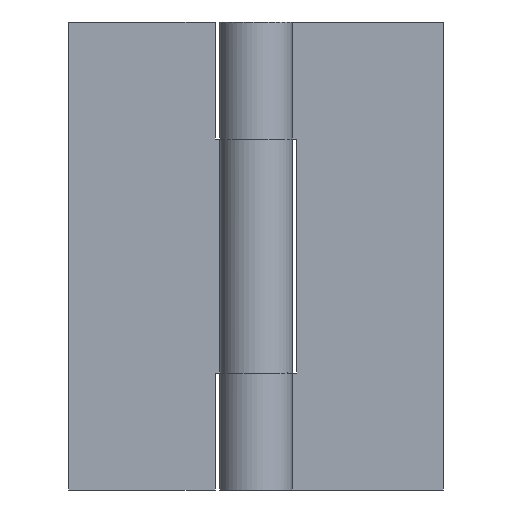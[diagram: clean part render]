
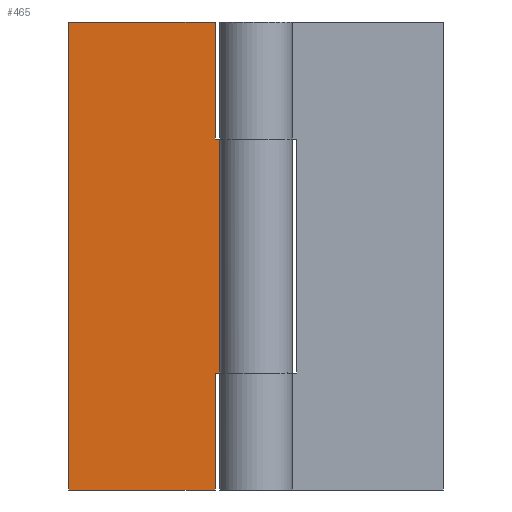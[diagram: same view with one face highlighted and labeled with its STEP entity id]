
A CAD part, front view. The second image highlights one B-rep face of the part: STEP entity #465.
In plain terms, the highlighted free-form (B-spline) face has degree [1, 1] with [2, 2] control points.
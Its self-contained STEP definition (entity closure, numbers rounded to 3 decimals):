
#49=CARTESIAN_POINT('',(-3.5,1.5,10.0));
#50=VERTEX_POINT('',#49);
#51=CARTESIAN_POINT('',(-3.5,1.5,0.0));
#52=VERTEX_POINT('',#51);
#53=CARTESIAN_POINT('',(-3.5,1.5,10.0));
#54=CARTESIAN_POINT('',(-3.5,1.5,0.0));
#55=QUASI_UNIFORM_CURVE('',1,(#53,#54),.UNSPECIFIED.,.F.,.U.);
#56=EDGE_CURVE('',#50,#52,#55,.T.);
#85=CARTESIAN_POINT('',(0.,1.5,10.0));
#86=VERTEX_POINT('',#85);
#87=CARTESIAN_POINT('',(0.,1.5,10.0));
#88=CARTESIAN_POINT('',(-3.5,1.5,10.0));
#89=QUASI_UNIFORM_CURVE('',1,(#87,#88),.UNSPECIFIED.,.F.,.U.);
#90=EDGE_CURVE('',#86,#50,#89,.T.);
#162=CARTESIAN_POINT('',(-3.5,1.5,40.0));
#163=VERTEX_POINT('',#162);
#164=CARTESIAN_POINT('',(-3.5,1.5,30.0));
#165=VERTEX_POINT('',#164);
#166=CARTESIAN_POINT('',(-3.5,1.5,40.0));
#167=CARTESIAN_POINT('',(-3.5,1.5,30.0));
#168=QUASI_UNIFORM_CURVE('',1,(#166,#167),.UNSPECIFIED.,.F.,.U.);
#169=EDGE_CURVE('',#163,#165,#168,.T.);
#198=CARTESIAN_POINT('',(0.,1.5,30.0));
#199=VERTEX_POINT('',#198);
#200=CARTESIAN_POINT('',(-3.5,1.5,30.0));
#201=CARTESIAN_POINT('',(0.,1.5,30.0));
#202=QUASI_UNIFORM_CURVE('',1,(#200,#201),.UNSPECIFIED.,.F.,.U.);
#203=EDGE_CURVE('',#165,#199,#202,.T.);
#277=CARTESIAN_POINT('',(-16.0,1.5,0.0));
#278=VERTEX_POINT('',#277);
#284=CARTESIAN_POINT('',(-16.0,1.5,40.0));
#285=VERTEX_POINT('',#284);
#286=CARTESIAN_POINT('',(-16.0,1.5,40.0));
#287=CARTESIAN_POINT('',(-16.0,1.5,0.0));
#288=QUASI_UNIFORM_CURVE('',1,(#286,#287),.UNSPECIFIED.,.F.,.U.);
#289=EDGE_CURVE('',#285,#278,#288,.T.);
#318=CARTESIAN_POINT('',(-16.0,1.5,40.0));
#319=CARTESIAN_POINT('',(-3.5,1.5,40.0));
#320=QUASI_UNIFORM_CURVE('',1,(#318,#319),.UNSPECIFIED.,.F.,.U.);
#321=EDGE_CURVE('',#285,#163,#320,.T.);
#337=CARTESIAN_POINT('',(-16.0,1.5,0.0));
#338=CARTESIAN_POINT('',(-3.5,1.5,0.0));
#339=QUASI_UNIFORM_CURVE('',1,(#337,#338),.UNSPECIFIED.,.F.,.U.);
#340=EDGE_CURVE('',#278,#52,#339,.T.);
#442=CARTESIAN_POINT('',(0.,1.5,30.0));
#443=CARTESIAN_POINT('',(0.,1.5,10.0));
#444=QUASI_UNIFORM_CURVE('',1,(#442,#443),.UNSPECIFIED.,.F.,.U.);
#445=EDGE_CURVE('',#199,#86,#444,.T.);
#450=CARTESIAN_POINT('',(-16.799,1.5,-1.998));
#451=CARTESIAN_POINT('',(-16.799,1.5,41.998));
#452=CARTESIAN_POINT('',(0.799,1.5,-1.998));
#453=CARTESIAN_POINT('',(0.799,1.5,41.998));
#454=B_SPLINE_SURFACE_WITH_KNOTS('',1,1,((#450,#452),(#451,#453)),.UNSPECIFIED.,.F.,.F.,.U.,(2,2),(2,2),(0.0,43.996),(0.0,17.598),.UNSPECIFIED.);
#455=ORIENTED_EDGE('',*,*,#56,.F.);
#456=ORIENTED_EDGE('',*,*,#90,.F.);
#457=ORIENTED_EDGE('',*,*,#445,.F.);
#458=ORIENTED_EDGE('',*,*,#203,.F.);
#459=ORIENTED_EDGE('',*,*,#169,.F.);
#460=ORIENTED_EDGE('',*,*,#321,.F.);
#461=ORIENTED_EDGE('',*,*,#289,.T.);
#462=ORIENTED_EDGE('',*,*,#340,.T.);
#463=EDGE_LOOP('',(#455,#456,#457,#458,#459,#460,#461,#462));
#464=FACE_OUTER_BOUND('',#463,.T.);
#465=ADVANCED_FACE('',(#464),#454,.F.);
